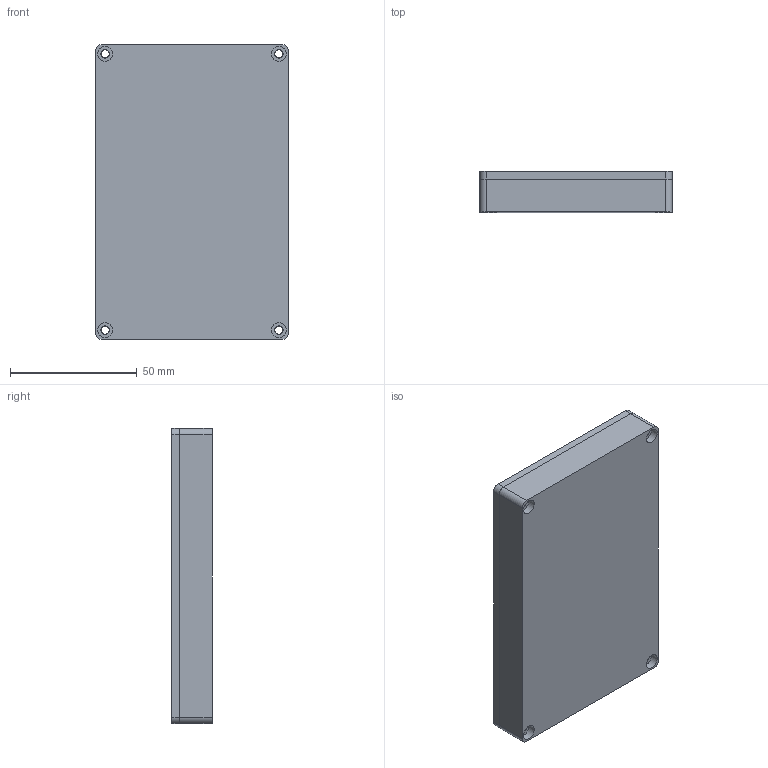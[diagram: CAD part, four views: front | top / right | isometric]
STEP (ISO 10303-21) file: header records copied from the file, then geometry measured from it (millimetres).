
FILE_DESCRIPTION(/* description */ (''),/* implementation_level */ '2;1');
FILE_NAME(/* name */ '1e37d225-7412-48ab-8341-7a5d5869c953.stp',/* time_stamp */ '2025-12-07T02:03:55Z',/* author */ (''),/* organization */ (''),/* preprocessor_version */ 'ST-DEVELOPER v20.1',/* originating_system */ 'Autodesk Translation Framework v14.21.0.0',/* authorisation */ '');
FILE_SCHEMA (('AUTOMOTIVE_DESIGN { 1 0 10303 214 3 1 1 }'));
Length unit declared in the file: millimetre
Products named in the file (4): full hackpad; hackpad bottom; hackpad top; PCB placeholder
Assembly tree (3 placements, depth 2):
  full hackpad
    hackpad bottom
    hackpad top
    PCB placeholder
Bounding box: 76 x 16 x 116.52 mm (x, y, z)
Volume: 81467.8 mm3; surface area: 54714.8 mm2
Topology: 3 solids, 3 shells, 147 faces, 411 edges, 274 vertices
Faces by surface type: plane 78, cylinder 69
Full cylindrical faces by diameter (mm): 3.1 x4, 3.4 x4, 6 x5
Entity records: 4964 total; most frequent: DIRECTION 857, CARTESIAN_POINT 839, ORIENTED_EDGE 822, EDGE_CURVE 411, AXIS2_PLACEMENT_3D 292, VERTEX_POINT 274, LINE 273, VECTOR 273
